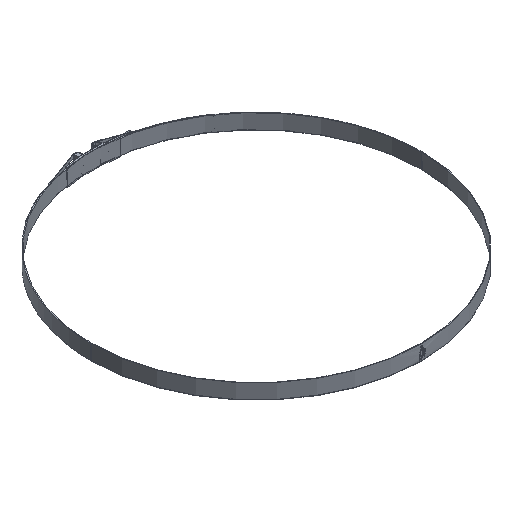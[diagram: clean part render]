
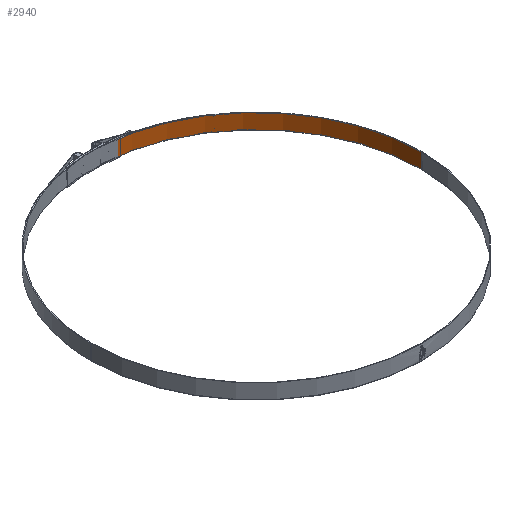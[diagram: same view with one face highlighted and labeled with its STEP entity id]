
A CAD part, isometric view. The second image highlights one B-rep face of the part: STEP entity #2940.
In plain terms, the highlighted cylindrical face has radius 213 mm (diameter 426 mm), a partial arc.
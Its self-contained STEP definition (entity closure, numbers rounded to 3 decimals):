
#500 = ORIENTED_EDGE ( 'NONE', *, *, #13304, .T. ) ;
#628 = CYLINDRICAL_SURFACE ( 'NONE', #12160, 213. ) ;
#2244 = CARTESIAN_POINT ( 'NONE',  ( 213., 0., 9.65 ) ) ;
#2608 = AXIS2_PLACEMENT_3D ( 'NONE', #5032, #14126, #4080 ) ;
#2684 = EDGE_LOOP ( 'NONE', ( #5622, #7513, #10897, #500 ) ) ;
#2740 = LINE ( 'NONE', #7230, #4440 ) ;
#2940 = ADVANCED_FACE ( 'NONE', ( #4154 ), #628, .F. ) ;
#3048 = DIRECTION ( 'NONE',  ( 0., 0., -1. ) ) ;
#3596 = DIRECTION ( 'NONE',  ( 0., 0., -1. ) ) ;
#3887 = CARTESIAN_POINT ( 'NONE',  ( 12.213, 212.65, 9.65 ) ) ;
#4038 = DIRECTION ( 'NONE',  ( -1., 0., 0. ) ) ;
#4080 = DIRECTION ( 'NONE',  ( -1., 0., 0. ) ) ;
#4154 = FACE_OUTER_BOUND ( 'NONE', #2684, .T. ) ;
#4440 = VECTOR ( 'NONE', #12867, 1000. ) ;
#4823 = EDGE_CURVE ( 'NONE', #10486, #6301, #12930, .T. ) ;
#4869 = CARTESIAN_POINT ( 'NONE',  ( 12.213, 212.65, -9.65 ) ) ;
#5022 = DIRECTION ( 'NONE',  ( -1., 0., 0. ) ) ;
#5032 = CARTESIAN_POINT ( 'NONE',  ( 0., 0., 9.65 ) ) ;
#5592 = VECTOR ( 'NONE', #12785, 1000. ) ;
#5622 = ORIENTED_EDGE ( 'NONE', *, *, #4823, .F. ) ;
#6301 = VERTEX_POINT ( 'NONE', #9363 ) ;
#6302 = EDGE_CURVE ( 'NONE', #7911, #8839, #2740, .T. ) ;
#7230 = CARTESIAN_POINT ( 'NONE',  ( 12.213, 212.65, 9.65 ) ) ;
#7513 = ORIENTED_EDGE ( 'NONE', *, *, #8389, .F. ) ;
#7903 = AXIS2_PLACEMENT_3D ( 'NONE', #9164, #3596, #4038 ) ;
#7911 = VERTEX_POINT ( 'NONE', #3887 ) ;
#8006 = CIRCLE ( 'NONE', #2608, 213. ) ;
#8389 = EDGE_CURVE ( 'NONE', #7911, #10486, #8006, .T. ) ;
#8839 = VERTEX_POINT ( 'NONE', #4869 ) ;
#9164 = CARTESIAN_POINT ( 'NONE',  ( 0., 0., -9.65 ) ) ;
#9363 = CARTESIAN_POINT ( 'NONE',  ( 213., 0., -9.65 ) ) ;
#10486 = VERTEX_POINT ( 'NONE', #2244 ) ;
#10621 = CARTESIAN_POINT ( 'NONE',  ( 213., 0., 9.65 ) ) ;
#10632 = CARTESIAN_POINT ( 'NONE',  ( 0., 0., 9.65 ) ) ;
#10897 = ORIENTED_EDGE ( 'NONE', *, *, #6302, .T. ) ;
#12160 = AXIS2_PLACEMENT_3D ( 'NONE', #10632, #3048, #5022 ) ;
#12358 = CIRCLE ( 'NONE', #7903, 213. ) ;
#12785 = DIRECTION ( 'NONE',  ( 0., 0., -1. ) ) ;
#12867 = DIRECTION ( 'NONE',  ( 0., 0., -1. ) ) ;
#12930 = LINE ( 'NONE', #10621, #5592 ) ;
#13304 = EDGE_CURVE ( 'NONE', #8839, #6301, #12358, .T. ) ;
#14126 = DIRECTION ( 'NONE',  ( 0., 0., -1. ) ) ;
